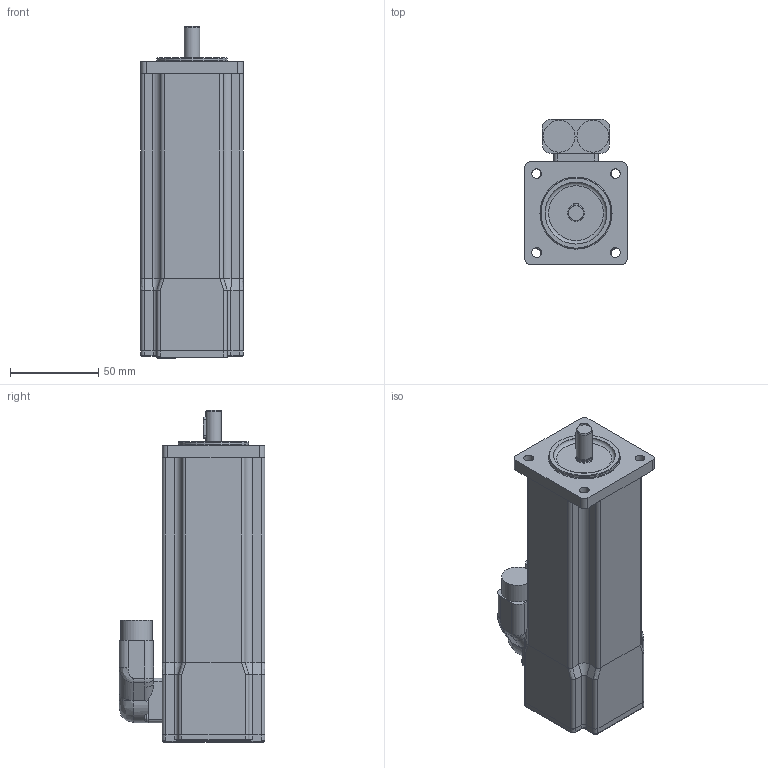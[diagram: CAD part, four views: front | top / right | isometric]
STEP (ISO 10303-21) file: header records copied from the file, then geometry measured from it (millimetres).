
FILE_DESCRIPTION((''),'2;1');
FILE_NAME('BM055Mxx1x11xx00H_26.06.2014.stp','2014-06-26T14:18:09',('KathrinV'),(''),'Autodesk Inventor 2013','Autodesk Inventor 2013','');
FILE_SCHEMA(('AUTOMOTIVE_DESIGN { 1 0 10303 214 1 1 1 1 }'));
Length unit declared in the file: millimetre
Products named in the file (4): BM055-KEB-VM-01; BM055-KEB-VM-00; Intercontec-EEDC101NN00000006000; DIN 6885-A3x3x12
Assembly tree (3 placements, depth 2):
  BM055-KEB-VM-01
    BM055-KEB-VM-00
    Intercontec-EEDC101NN00000006000
    DIN 6885-A3x3x12
Bounding box: 58 x 82.4 x 188 mm (x, y, z)
Volume: 528834.7 mm3; surface area: 52257.4 mm2
Topology: 3 solids, 3 shells, 221 faces, 498 edges, 284 vertices
Faces by surface type: cylinder 89, plane 85, bspline 21, torus 20, cone 4, sphere 2
Full cylindrical faces by diameter (mm): 5.5 x4, 8.6 x1, 9 x1, 9.4 x1, 18 x2, 20.1 x1, 35 x1, 40 x1
Entity records: 6764 total; most frequent: CARTESIAN_POINT 1632, DIRECTION 1069, ORIENTED_EDGE 936, EDGE_CURVE 468, AXIS2_PLACEMENT_3D 406, VERTEX_POINT 282, EDGE_LOOP 258, VECTOR 257
